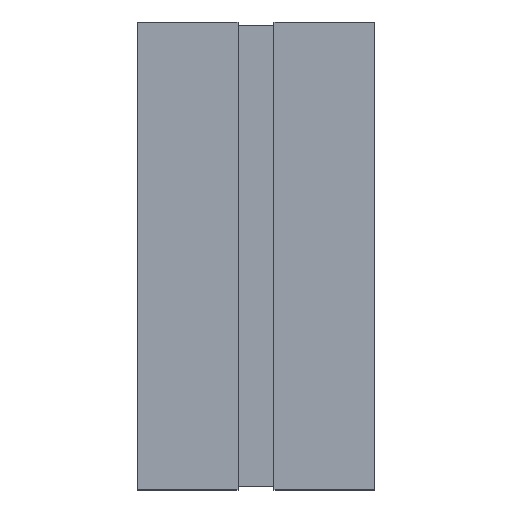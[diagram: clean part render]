
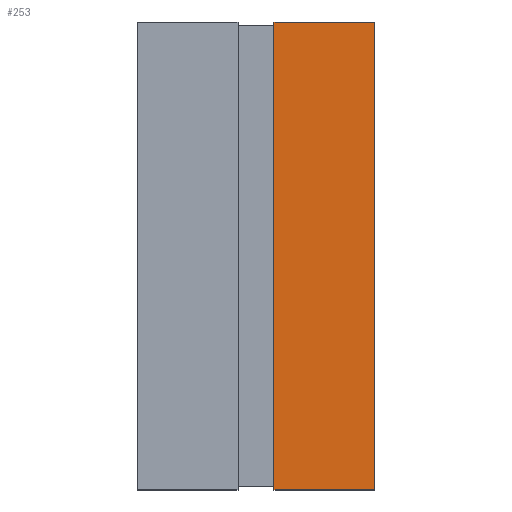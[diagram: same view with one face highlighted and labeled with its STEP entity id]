
A CAD part, top view. The second image highlights one B-rep face of the part: STEP entity #253.
In plain terms, the highlighted planar face has unit normal (0, 0, 1).
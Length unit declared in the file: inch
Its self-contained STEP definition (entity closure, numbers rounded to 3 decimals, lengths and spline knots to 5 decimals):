
#7 = FACE_OUTER_BOUND ( 'NONE', #291, .T. ) ;
#11 = CARTESIAN_POINT ( 'NONE',  ( 0.06496, -0.12795, 0.02756 ) ) ;
#48 = LINE ( 'NONE', #558, #177 ) ;
#49 = VECTOR ( 'NONE', #342, 39.37008 ) ;
#50 = DIRECTION ( 'NONE',  ( 0., -1., 0. ) ) ;
#61 = PLANE ( 'NONE',  #484 ) ;
#126 = CARTESIAN_POINT ( 'NONE',  ( 0.06496, 0.12795, 0.02756 ) ) ;
#177 = VECTOR ( 'NONE', #564, 39.37008 ) ;
#179 = VERTEX_POINT ( 'NONE', #197 ) ;
#197 = CARTESIAN_POINT ( 'NONE',  ( 0.06496, 0.12795, 0.02756 ) ) ;
#207 = DIRECTION ( 'NONE',  ( 0., 0., 1. ) ) ;
#212 = CARTESIAN_POINT ( 'NONE',  ( 0.00984, -0.12795, 0.02756 ) ) ;
#222 = EDGE_CURVE ( 'NONE', #433, #325, #48, .T. ) ;
#238 = LINE ( 'NONE', #330, #458 ) ;
#247 = ORIENTED_EDGE ( 'NONE', *, *, #637, .F. ) ;
#253 = ADVANCED_FACE ( 'NONE', ( #7 ), #61, .T. ) ;
#291 = EDGE_LOOP ( 'NONE', ( #621, #573, #537, #247 ) ) ;
#292 = LINE ( 'NONE', #126, #49 ) ;
#317 = CARTESIAN_POINT ( 'NONE',  ( 0.00984, 0.12795, 0.02756 ) ) ;
#325 = VERTEX_POINT ( 'NONE', #317 ) ;
#326 = CARTESIAN_POINT ( 'NONE',  ( 0.00984, -0.12795, 0.02756 ) ) ;
#330 = CARTESIAN_POINT ( 'NONE',  ( 0.00984, -0.12795, 0.02756 ) ) ;
#342 = DIRECTION ( 'NONE',  ( 1., 0., 0. ) ) ;
#350 = VERTEX_POINT ( 'NONE', #11 ) ;
#433 = VERTEX_POINT ( 'NONE', #326 ) ;
#446 = EDGE_CURVE ( 'NONE', #350, #433, #238, .T. ) ;
#458 = VECTOR ( 'NONE', #579, 39.37008 ) ;
#478 = DIRECTION ( 'NONE',  ( 1., 0., 0. ) ) ;
#484 = AXIS2_PLACEMENT_3D ( 'NONE', #212, #207, #478 ) ;
#510 = EDGE_CURVE ( 'NONE', #325, #179, #292, .T. ) ;
#512 = LINE ( 'NONE', #566, #559 ) ;
#537 = ORIENTED_EDGE ( 'NONE', *, *, #446, .F. ) ;
#558 = CARTESIAN_POINT ( 'NONE',  ( 0.00984, 0.12795, 0.02756 ) ) ;
#559 = VECTOR ( 'NONE', #50, 39.37008 ) ;
#564 = DIRECTION ( 'NONE',  ( 0., 1., 0. ) ) ;
#566 = CARTESIAN_POINT ( 'NONE',  ( 0.06496, -0.12795, 0.02756 ) ) ;
#573 = ORIENTED_EDGE ( 'NONE', *, *, #222, .F. ) ;
#579 = DIRECTION ( 'NONE',  ( -1., 0., 0. ) ) ;
#621 = ORIENTED_EDGE ( 'NONE', *, *, #510, .F. ) ;
#637 = EDGE_CURVE ( 'NONE', #179, #350, #512, .T. ) ;
